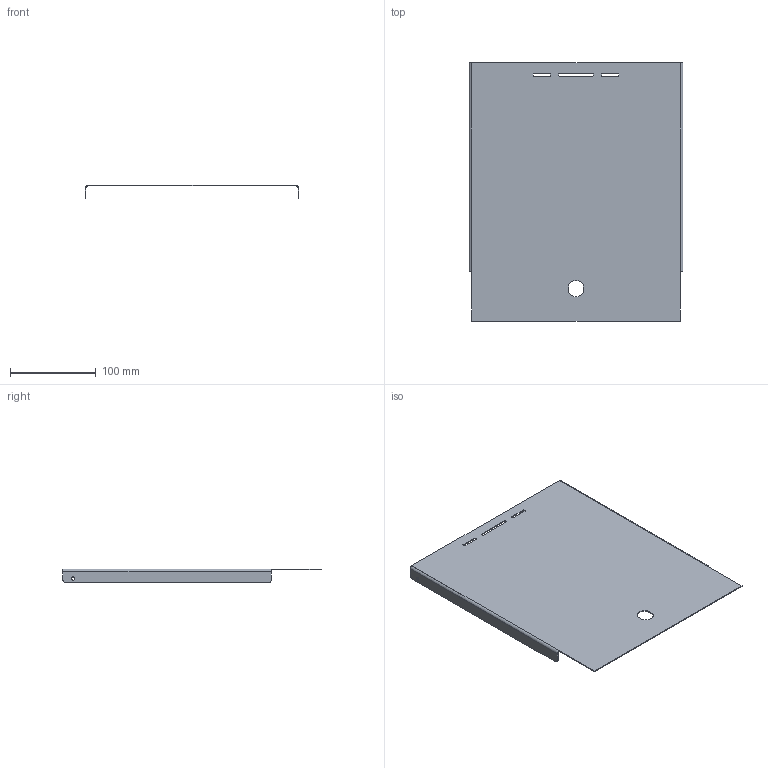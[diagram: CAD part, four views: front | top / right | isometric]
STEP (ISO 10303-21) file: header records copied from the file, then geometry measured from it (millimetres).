
FILE_DESCRIPTION(('STEP AP242'), '1');
FILE_NAME('MB-340.00.03 - Êðûøêà íèæíÿÿ', '', ('UNSPECIFIED'), ('UNSPECIFIED'), 'C3D Converter', 'C3D Toolkit', '');
FILE_SCHEMA(('AP242_MANAGED_MODEL_BASED_3D_ENGINEERING_MIM_LF { 1 0 10303 442 1 1 4 }'));
Length unit declared in the file: millimetre
Products named in the file (1): MB-340.00.03
Bounding box: 249 x 301 x 16 mm (x, y, z)
Volume: 80819.2 mm3; surface area: 163046.9 mm2
Topology: 1 solids, 1 shells, 58 faces, 152 edges, 96 vertices
Faces by surface type: plane 34, cylinder 24
Full cylindrical faces by diameter (mm): 4 x2
Entity records: 2294 total; most frequent: DIRECTION 316, CARTESIAN_POINT 305, ORIENTED_EDGE 300, EDGE_CURVE 150, AXIS2_PLACEMENT_3D 107, LINE 102, VECTOR 102, VERTEX_POINT 96
